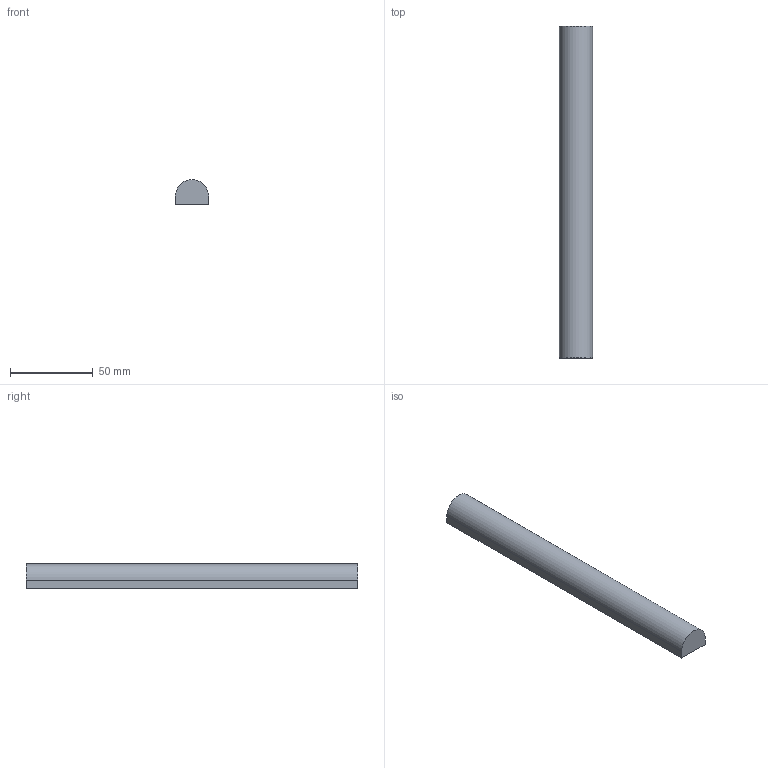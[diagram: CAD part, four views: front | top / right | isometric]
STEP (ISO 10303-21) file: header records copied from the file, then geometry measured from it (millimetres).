
FILE_DESCRIPTION (( 'STEP AP214' ), '1' );
FILE_NAME ('TM_341W_9.STEP', '2016-05-10T04:24:15', ( '' ), ( '' ), 'SwSTEP 2.0', 'SolidWorks 2015', '' );
FILE_SCHEMA (( 'AUTOMOTIVE_DESIGN' ));
Length unit declared in the file: millimetre
Products named in the file (2): rubber foam; TM_341W_9
Assembly tree (1 placements, depth 2):
  TM_341W_9
    rubber foam
Bounding box: 20 x 200 x 15 mm (x, y, z)
Volume: 51415.9 mm3; surface area: 12797.3 mm2
Topology: 1 solids, 1 shells, 6 faces, 12 edges, 8 vertices
Faces by surface type: plane 5, cylinder 1
Entity records: 224 total; most frequent: DIRECTION 34, CARTESIAN_POINT 30, ORIENTED_EDGE 24, EDGE_CURVE 12, AXIS2_PLACEMENT_3D 12, VECTOR 10, LINE 10, VERTEX_POINT 8
